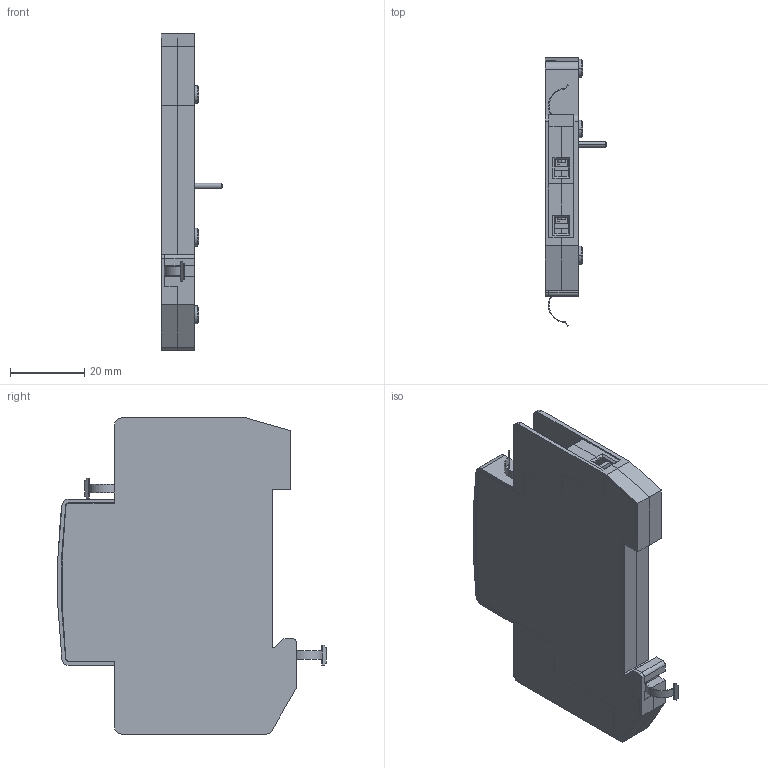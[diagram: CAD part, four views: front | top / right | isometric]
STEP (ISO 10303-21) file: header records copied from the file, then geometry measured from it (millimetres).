
FILE_DESCRIPTION((''),'2;1');
FILE_NAME('PS_ETIMAT_ASM','2020-12-23T',('marketing.praksa'),('Audax d.o.o.'),'CREO PARAMETRIC BY PTC INC, 2017480','CREO PARAMETRIC BY PTC INC, 2017480','');
FILE_SCHEMA(('AUTOMOTIVE_DESIGN { 1 0 10303 214 1 1 1 1 }'));
Length unit declared in the file: millimetre
Products named in the file (11): 0000002480_5_1; 0000002482_2_1; 0000001780_1_1; 0000001791_1_1; 0000002485_2_1; 0000021979_1_1; 0000001787_1_1; 0000002499_ASM_5_ASM_1_ASM; PS_ETIMAT_10_MD_ASM_3_ASM_1_ASM; PS_ETIMAT_ASM_1_ASM; PS_ETIMAT_ASM
Assembly tree (17 placements, depth 5):
  PS_ETIMAT_ASM
    PS_ETIMAT_ASM_1_ASM
      PS_ETIMAT_10_MD_ASM_3_ASM_1_ASM
        0000002499_ASM_5_ASM_1_ASM
          0000002480_5_1
          0000002482_2_1
          0000001780_1_1  x4
          0000001791_1_1  x4
          0000002485_2_1
          0000021979_1_1
          0000001787_1_1  x2
Bounding box: 16.7 x 72.44 x 85.4 mm (x, y, z)
Volume: 39447.2 mm3; surface area: 26464.6 mm2
Topology: 14 solids, 22 shells, 872 faces, 2323 edges, 1489 vertices
Faces by surface type: plane 661, cylinder 139, cone 26, extrusion 22, bspline 16, sphere 8
Entity records: 29074 total; most frequent: CARTESIAN_POINT 4432, ORIENTED_EDGE 3534, DIRECTION 3288, EDGE_CURVE 1771, VECTOR 1448, LINE 1426, PRESENTATION_STYLE_ASSIGNMENT 1318, STYLED_ITEM 1318
